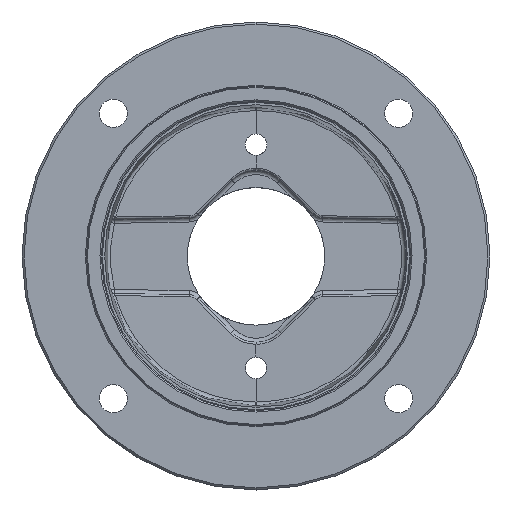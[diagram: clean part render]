
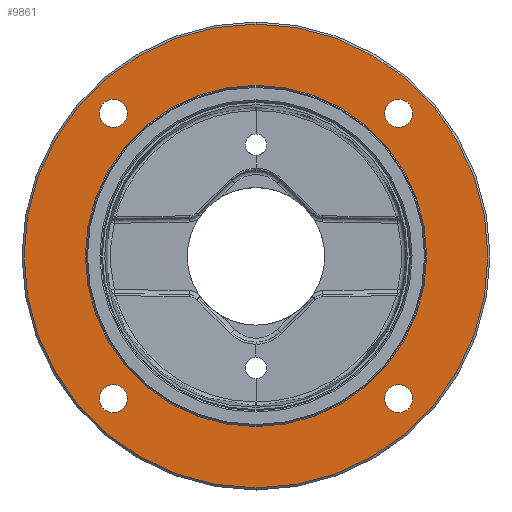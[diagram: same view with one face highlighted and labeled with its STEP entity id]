
A CAD part, top view. The second image highlights one B-rep face of the part: STEP entity #9861.
In plain terms, the highlighted planar face has unit normal (0, 0, 1).
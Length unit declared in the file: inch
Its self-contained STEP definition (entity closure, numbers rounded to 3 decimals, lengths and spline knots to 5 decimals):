
#12=CARTESIAN_POINT('',(0.,0.,-0.1825));
#13=DIRECTION('',(0.,0.,1.));
#14=DIRECTION('',(0.,1.,0.));
#15=AXIS2_PLACEMENT_3D('',#12,#13,#14);
#21=CARTESIAN_POINT('',(0.,0.,-0.1825));
#22=DIRECTION('',(0.,0.,-1.));
#23=DIRECTION('',(0.,1.,0.));
#24=AXIS2_PLACEMENT_3D('',#21,#22,#23);
#536=CARTESIAN_POINT('',(0.,0.,-0.1825));
#537=DIRECTION('',(0.,0.,1.));
#538=DIRECTION('',(0.,1.,0.));
#539=AXIS2_PLACEMENT_3D('',#536,#537,#538);
#541=CARTESIAN_POINT('',(0.,0.,-0.1825));
#542=DIRECTION('',(0.,0.,-1.));
#543=DIRECTION('',(0.,1.,0.));
#544=AXIS2_PLACEMENT_3D('',#541,#542,#543);
#546=CARTESIAN_POINT('',(-2.07713,2.07713,-0.1825));
#547=DIRECTION('',(0.,0.,-1.));
#548=DIRECTION('',(-0.707,0.707,0.));
#549=AXIS2_PLACEMENT_3D('',#546,#547,#548);
#556=CARTESIAN_POINT('',(-2.07713,2.07713,-0.1825));
#557=DIRECTION('',(0.,0.,-1.));
#558=DIRECTION('',(0.707,-0.707,0.));
#559=AXIS2_PLACEMENT_3D('',#556,#557,#558);
#582=CARTESIAN_POINT('',(-2.07713,-2.07713,-0.1825));
#583=DIRECTION('',(0.,0.,-1.));
#584=DIRECTION('',(-0.707,-0.707,0.));
#585=AXIS2_PLACEMENT_3D('',#582,#583,#584);
#592=CARTESIAN_POINT('',(-2.07713,-2.07713,-0.1825));
#593=DIRECTION('',(0.,0.,-1.));
#594=DIRECTION('',(0.707,0.707,0.));
#595=AXIS2_PLACEMENT_3D('',#592,#593,#594);
#618=CARTESIAN_POINT('',(2.07713,-2.07713,-0.1825));
#619=DIRECTION('',(0.,0.,-1.));
#620=DIRECTION('',(0.707,-0.707,0.));
#621=AXIS2_PLACEMENT_3D('',#618,#619,#620);
#628=CARTESIAN_POINT('',(2.07713,-2.07713,-0.1825));
#629=DIRECTION('',(0.,0.,-1.));
#630=DIRECTION('',(-0.707,0.707,0.));
#631=AXIS2_PLACEMENT_3D('',#628,#629,#630);
#654=CARTESIAN_POINT('',(2.07713,2.07713,-0.1825));
#655=DIRECTION('',(0.,0.,-1.));
#656=DIRECTION('',(0.707,0.707,0.));
#657=AXIS2_PLACEMENT_3D('',#654,#655,#656);
#664=CARTESIAN_POINT('',(2.07713,2.07713,-0.1825));
#665=DIRECTION('',(0.,0.,-1.));
#666=DIRECTION('',(-0.707,-0.707,0.));
#667=AXIS2_PLACEMENT_3D('',#664,#665,#666);
#8780=CARTESIAN_POINT('',(0.,3.375,-0.1825));
#8781=CARTESIAN_POINT('',(0.,-3.375,-0.1825));
#8782=VERTEX_POINT('',#8780);
#8783=VERTEX_POINT('',#8781);
#8788=CARTESIAN_POINT('',(-2.22208,2.22208,-0.1825));
#8789=CARTESIAN_POINT('',(-1.93217,1.93217,-0.1825));
#8790=VERTEX_POINT('',#8788);
#8791=VERTEX_POINT('',#8789);
#8792=CARTESIAN_POINT('',(-2.22208,-2.22208,-0.1825));
#8793=CARTESIAN_POINT('',(-1.93217,-1.93217,-0.1825));
#8794=VERTEX_POINT('',#8792);
#8795=VERTEX_POINT('',#8793);
#8796=CARTESIAN_POINT('',(2.22208,-2.22208,-0.1825));
#8797=CARTESIAN_POINT('',(1.93217,-1.93217,-0.1825));
#8798=VERTEX_POINT('',#8796);
#8799=VERTEX_POINT('',#8797);
#8800=CARTESIAN_POINT('',(2.22208,2.22208,-0.1825));
#8801=CARTESIAN_POINT('',(1.93217,1.93217,-0.1825));
#8802=VERTEX_POINT('',#8800);
#8803=VERTEX_POINT('',#8801);
#8804=CARTESIAN_POINT('',(0.,2.483,-0.1825));
#8805=VERTEX_POINT('',#8804);
#8806=CARTESIAN_POINT('',(0.,-2.483,-0.1825));
#8807=VERTEX_POINT('',#8806);
#9824=CARTESIAN_POINT('',(0.,0.,-0.1825));
#9825=DIRECTION('',(0.,0.,1.));
#9826=DIRECTION('',(0.,1.,0.));
#9827=AXIS2_PLACEMENT_3D('',#9824,#9825,#9826);
#9828=PLANE('',#9827);
#9829=ORIENTED_EDGE('',*,*,#8903,.T.);
#9830=ORIENTED_EDGE('',*,*,#8888,.F.);
#9831=EDGE_LOOP('',(#9829,#9830));
#9832=FACE_OUTER_BOUND('',#9831,.F.);
#9833=ORIENTED_EDGE('',*,*,#9806,.T.);
#9834=ORIENTED_EDGE('',*,*,#9817,.F.);
#9835=EDGE_LOOP('',(#9833,#9834));
#9836=FACE_BOUND('',#9835,.F.);
#9838=ORIENTED_EDGE('',*,*,#9837,.F.);
#9840=ORIENTED_EDGE('',*,*,#9839,.F.);
#9841=EDGE_LOOP('',(#9838,#9840));
#9842=FACE_BOUND('',#9841,.F.);
#9844=ORIENTED_EDGE('',*,*,#9843,.F.);
#9846=ORIENTED_EDGE('',*,*,#9845,.F.);
#9847=EDGE_LOOP('',(#9844,#9846));
#9848=FACE_BOUND('',#9847,.F.);
#9850=ORIENTED_EDGE('',*,*,#9849,.F.);
#9852=ORIENTED_EDGE('',*,*,#9851,.F.);
#9853=EDGE_LOOP('',(#9850,#9852));
#9854=FACE_BOUND('',#9853,.F.);
#9856=ORIENTED_EDGE('',*,*,#9855,.F.);
#9858=ORIENTED_EDGE('',*,*,#9857,.F.);
#9859=EDGE_LOOP('',(#9856,#9858));
#9860=FACE_BOUND('',#9859,.F.);
#9861=ADVANCED_FACE('',(#9832,#9836,#9842,#9848,#9854,#9860),#9828,.T.);
#16=CIRCLE('',#15,3.375);
#25=CIRCLE('',#24,3.375);
#540=CIRCLE('',#539,2.483);
#545=CIRCLE('',#544,2.483);
#550=CIRCLE('',#549,0.205);
#560=CIRCLE('',#559,0.205);
#586=CIRCLE('',#585,0.205);
#596=CIRCLE('',#595,0.205);
#622=CIRCLE('',#621,0.205);
#632=CIRCLE('',#631,0.205);
#658=CIRCLE('',#657,0.205);
#668=CIRCLE('',#667,0.205);
#8888=EDGE_CURVE('',#8782,#8783,#16,.T.);
#8903=EDGE_CURVE('',#8782,#8783,#25,.T.);
#9806=EDGE_CURVE('',#8805,#8807,#540,.T.);
#9817=EDGE_CURVE('',#8805,#8807,#545,.T.);
#9837=EDGE_CURVE('',#8790,#8791,#550,.T.);
#9839=EDGE_CURVE('',#8791,#8790,#560,.T.);
#9843=EDGE_CURVE('',#8794,#8795,#586,.T.);
#9845=EDGE_CURVE('',#8795,#8794,#596,.T.);
#9849=EDGE_CURVE('',#8798,#8799,#622,.T.);
#9851=EDGE_CURVE('',#8799,#8798,#632,.T.);
#9855=EDGE_CURVE('',#8802,#8803,#658,.T.);
#9857=EDGE_CURVE('',#8803,#8802,#668,.T.);
